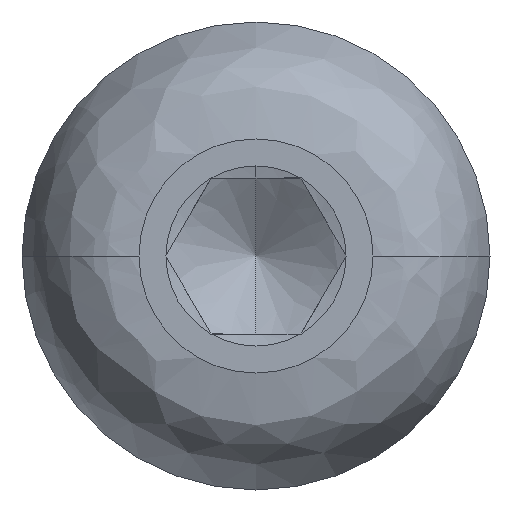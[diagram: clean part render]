
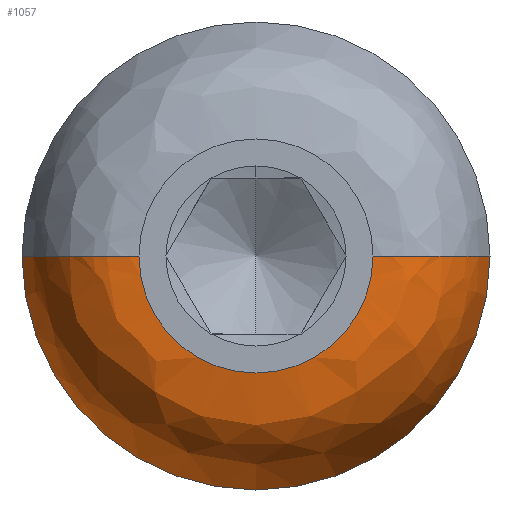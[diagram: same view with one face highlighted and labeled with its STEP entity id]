
A CAD part, left-side view. The second image highlights one B-rep face of the part: STEP entity #1057.
In plain terms, the highlighted free-form (B-spline) face has degree [3, 3] with [4, 4] control points.
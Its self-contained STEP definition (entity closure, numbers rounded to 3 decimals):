
#50 = DIRECTION ( 'NONE',  ( 0., 0., 1. ) ) ;
#76 =( BOUNDED_SURFACE ( )  B_SPLINE_SURFACE ( 3, 3, ( 
 ( #1622, #85, #602, #1798 ),
 ( #776, #1964, #945, #2131 ),
 ( #1120, #92, #1292, #252 ),
 ( #1460, #429, #1629, #609 ) ),
 .UNSPECIFIED., .F., .F., .T. ) 
 B_SPLINE_SURFACE_WITH_KNOTS ( ( 4, 4 ),
 ( 4, 4 ),
 ( 0., 1. ),
 ( 0., 1. ),
 .UNSPECIFIED. ) 
 GEOMETRIC_REPRESENTATION_ITEM ( )  RATIONAL_B_SPLINE_SURFACE ( (
 ( 1., 0.333, 0.333, 1.),
 ( 1., 0.333, 0.333, 1.),
 ( 1., 0.333, 0.333, 1.),
 ( 1., 0.333, 0.333, 1.) ) ) 
 REPRESENTATION_ITEM ( '' )  SURFACE ( )  );
#85 = CARTESIAN_POINT ( 'NONE',  ( -10.193, 3.75, -7.5 ) ) ;
#88 = VERTEX_POINT ( 'NONE', #1593 ) ;
#92 = CARTESIAN_POINT ( 'NONE',  ( -12.226, 2.817, -5.635 ) ) ;
#134 = EDGE_CURVE ( 'NONE', #390, #88, #1043, .T. ) ;
#252 = CARTESIAN_POINT ( 'NONE',  ( -12.226, -2.817, 0. ) ) ;
#278 = CARTESIAN_POINT ( 'NONE',  ( -10.193, 0., -3.75 ) ) ;
#305 = B_SPLINE_CURVE_WITH_KNOTS ( 'NONE', 3,
 ( #360, #744, #582, #1787 ),
 .UNSPECIFIED., .F., .F.,
 ( 4, 4 ),
 ( 0., 1. ),
 .UNSPECIFIED. ) ;
#338 = ORIENTED_EDGE ( 'NONE', *, *, #134, .F. ) ;
#360 = CARTESIAN_POINT ( 'NONE',  ( -10.193, -3.75, 0. ) ) ;
#369 = VERTEX_POINT ( 'NONE', #2178 ) ;
#387 = EDGE_CURVE ( 'NONE', #1121, #1023, #391, .T. ) ;
#390 = VERTEX_POINT ( 'NONE', #638 ) ;
#391 = CIRCLE ( 'NONE', #471, 3.75 ) ;
#429 = CARTESIAN_POINT ( 'NONE',  ( -12.2, 1.876, -3.751 ) ) ;
#471 = AXIS2_PLACEMENT_3D ( 'NONE', #1497, #476, #1672 ) ;
#476 = DIRECTION ( 'NONE',  ( -1., 0., 0. ) ) ;
#506 = CARTESIAN_POINT ( 'NONE',  ( -12.2, 1.876, 0. ) ) ;
#573 = DIRECTION ( 'NONE',  ( -1., 0., 0. ) ) ;
#582 = CARTESIAN_POINT ( 'NONE',  ( -12.226, -2.817, 0. ) ) ;
#591 = CARTESIAN_POINT ( 'NONE',  ( -10.193, -3.75, 0. ) ) ;
#602 = CARTESIAN_POINT ( 'NONE',  ( -10.193, -3.75, -7.5 ) ) ;
#609 = CARTESIAN_POINT ( 'NONE',  ( -12.2, -1.876, 0. ) ) ;
#638 = CARTESIAN_POINT ( 'NONE',  ( -10.193, 3.75, 0. ) ) ;
#744 = CARTESIAN_POINT ( 'NONE',  ( -11.666, -3.445, 0. ) ) ;
#776 = CARTESIAN_POINT ( 'NONE',  ( -11.666, 3.445, 0. ) ) ;
#806 = CIRCLE ( 'NONE', #1303, 3.75 ) ;
#941 = EDGE_CURVE ( 'NONE', #88, #369, #1658, .T. ) ;
#945 = CARTESIAN_POINT ( 'NONE',  ( -11.666, -3.445, -6.89 ) ) ;
#1023 = VERTEX_POINT ( 'NONE', #591 ) ;
#1043 = B_SPLINE_CURVE_WITH_KNOTS ( 'NONE', 3,
 ( #1190, #2206, #1535, #506 ),
 .UNSPECIFIED., .F., .F.,
 ( 4, 4 ),
 ( 0., 1. ),
 .UNSPECIFIED. ) ;
#1049 = FACE_OUTER_BOUND ( 'NONE', #1180, .T. ) ;
#1057 = ADVANCED_FACE ( 'NONE', ( #1049 ), #76, .F. ) ;
#1081 = DIRECTION ( 'NONE',  ( -1., 0., 0. ) ) ;
#1120 = CARTESIAN_POINT ( 'NONE',  ( -12.226, 2.817, 0. ) ) ;
#1121 = VERTEX_POINT ( 'NONE', #278 ) ;
#1180 = EDGE_LOOP ( 'NONE', ( #1667, #1728, #1572, #338, #2029 ) ) ;
#1190 = CARTESIAN_POINT ( 'NONE',  ( -10.193, 3.75, 0. ) ) ;
#1292 = CARTESIAN_POINT ( 'NONE',  ( -12.226, -2.817, -5.635 ) ) ;
#1303 = AXIS2_PLACEMENT_3D ( 'NONE', #2090, #1081, #50 ) ;
#1418 = AXIS2_PLACEMENT_3D ( 'NONE', #1595, #573, #1771 ) ;
#1460 = CARTESIAN_POINT ( 'NONE',  ( -12.2, 1.876, 0. ) ) ;
#1497 = CARTESIAN_POINT ( 'NONE',  ( -10.193, 0., 0. ) ) ;
#1516 = EDGE_CURVE ( 'NONE', #1023, #369, #305, .T. ) ;
#1535 = CARTESIAN_POINT ( 'NONE',  ( -12.226, 2.817, 0. ) ) ;
#1572 = ORIENTED_EDGE ( 'NONE', *, *, #941, .F. ) ;
#1593 = CARTESIAN_POINT ( 'NONE',  ( -12.2, 1.876, 0. ) ) ;
#1595 = CARTESIAN_POINT ( 'NONE',  ( -12.2, 0., 0. ) ) ;
#1622 = CARTESIAN_POINT ( 'NONE',  ( -10.193, 3.75, 0. ) ) ;
#1629 = CARTESIAN_POINT ( 'NONE',  ( -12.2, -1.876, -3.751 ) ) ;
#1658 = CIRCLE ( 'NONE', #1418, 1.876 ) ;
#1667 = ORIENTED_EDGE ( 'NONE', *, *, #387, .T. ) ;
#1672 = DIRECTION ( 'NONE',  ( 0., 0., 1. ) ) ;
#1728 = ORIENTED_EDGE ( 'NONE', *, *, #1516, .T. ) ;
#1771 = DIRECTION ( 'NONE',  ( 0., 0., 1. ) ) ;
#1787 = CARTESIAN_POINT ( 'NONE',  ( -12.2, -1.876, 0. ) ) ;
#1798 = CARTESIAN_POINT ( 'NONE',  ( -10.193, -3.75, 0. ) ) ;
#1964 = CARTESIAN_POINT ( 'NONE',  ( -11.666, 3.445, -6.89 ) ) ;
#2013 = EDGE_CURVE ( 'NONE', #390, #1121, #806, .T. ) ;
#2029 = ORIENTED_EDGE ( 'NONE', *, *, #2013, .T. ) ;
#2090 = CARTESIAN_POINT ( 'NONE',  ( -10.193, 0., 0. ) ) ;
#2131 = CARTESIAN_POINT ( 'NONE',  ( -11.666, -3.445, 0. ) ) ;
#2178 = CARTESIAN_POINT ( 'NONE',  ( -12.2, -1.876, 0. ) ) ;
#2206 = CARTESIAN_POINT ( 'NONE',  ( -11.666, 3.445, 0. ) ) ;
